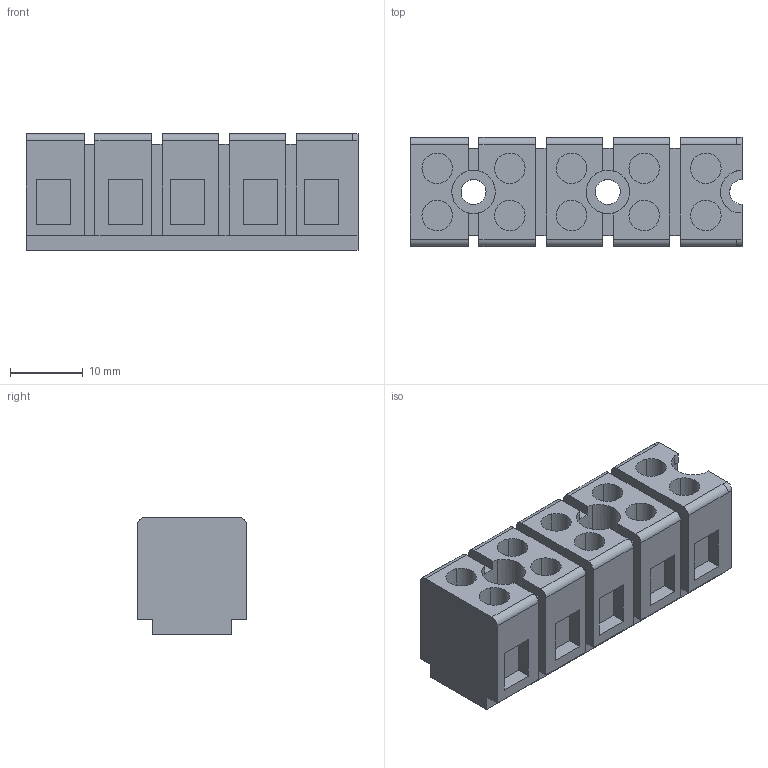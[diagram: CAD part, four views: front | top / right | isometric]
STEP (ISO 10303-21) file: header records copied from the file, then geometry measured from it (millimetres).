
FILE_DESCRIPTION(('CATIA V5 STEP Exchange','CAx-IF Rec.Pracs.--- Model Styling and Organization---1.4--- 2014-01-23'),'2;1');
FILE_NAME ('001673-2_1', '2021-12-06T07:33:48+00:00', ('none'), ('Weidmueller'), 'CATIA Version 5-6 Release 2016 SP3 HF44', 'CATIA V5 STEP AP214', 'none');
FILE_SCHEMA(('AUTOMOTIVE_DESIGN { 1 0 10303 214 1 1 1 1 }'));
Length unit declared in the file: millimetre
Products named in the file (1): 0274120000
Bounding box: 45.73 x 15 x 16.1 mm (x, y, z)
Volume: 8419.5 mm3; surface area: 5303.3 mm2
Topology: 1 solids, 3 shells, 182 faces, 472 edges, 316 vertices
Faces by surface type: plane 138, cylinder 42, extrusion 2
Entity records: 4898 total; most frequent: ORIENTED_EDGE 944, CARTESIAN_POINT 871, DIRECTION 596, EDGE_CURVE 472, VECTOR 378, LINE 376, VERTEX_POINT 316, EDGE_LOOP 206
